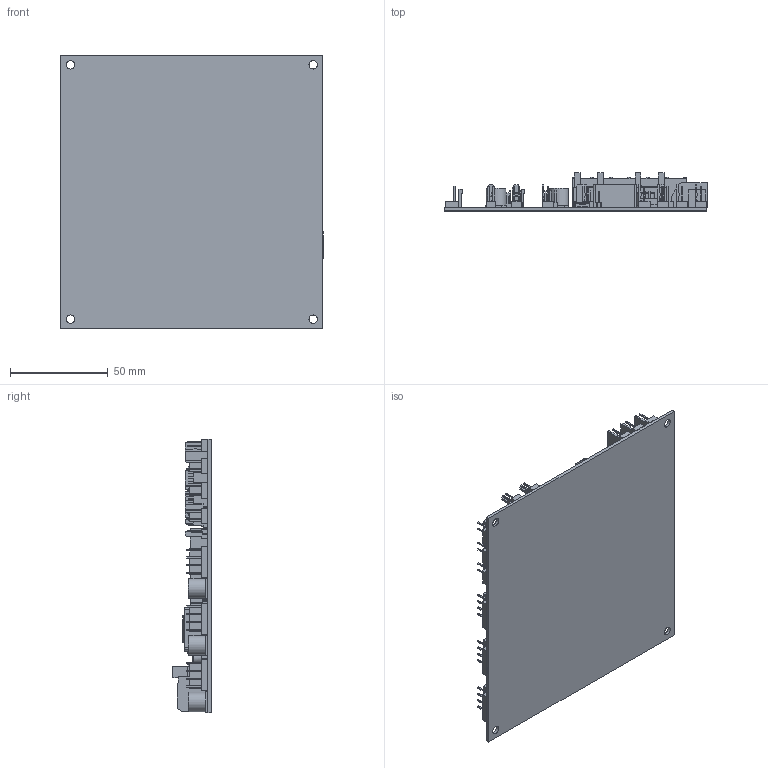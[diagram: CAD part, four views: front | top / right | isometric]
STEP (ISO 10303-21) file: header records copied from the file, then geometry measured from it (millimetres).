
FILE_DESCRIPTION(/* description */ ('STEP AP214'),/* implementation_level */ '2;1');
FILE_NAME(/* name */ '8168593_CMXL-ST6-NE-C4-1-MP',/* time_stamp */ '2024-08-06T15:19:09+02:00',/* author */ ('License CC BY-ND 4.0'),/* organization */ ('CADENAS'),/* preprocessor_version */ 'ST-DEVELOPER v19.3',/* originating_system */ 'PARTsolutions',/* authorisation */ ' ');
FILE_SCHEMA (('AUTOMOTIVE_DESIGN {1 0 10303 214 3 1 1}'));
Length unit declared in the file: millimetre
Products named in the file (1): 8168593 CMXL-ST6-NE-C4-1-MP---(400)
Bounding box: 134.13 x 19.55 x 140 mm (x, y, z)
Volume: 68379.5 mm3; surface area: 60884.8 mm2
Topology: 1 solids, 1 shells, 1830 faces, 4732 edges, 3145 vertices
Faces by surface type: plane 1722, cylinder 86, torus 21, bspline 1
Full cylindrical faces by diameter (mm): 0.5 x6, 4.3 x4, 6.3 x1, 6.68 x6, 10 x6
Entity records: 67416 total; most frequent: CARTESIAN_POINT 9802, ORIENTED_EDGE 9372, DIRECTION 8530, EDGE_CURVE 4686, LINE 4448, VECTOR 4448, VERTEX_POINT 3131, EDGE_LOOP 2111
